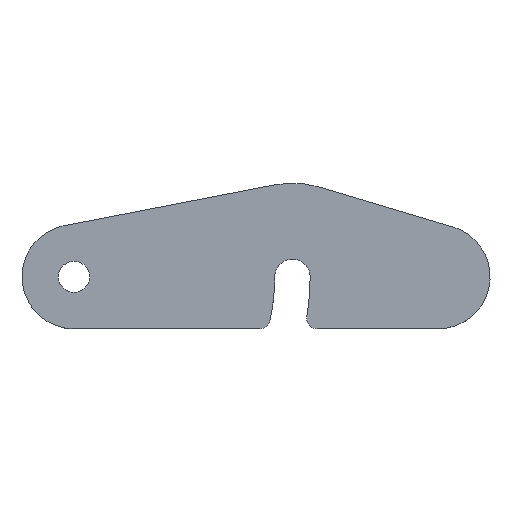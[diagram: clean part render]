
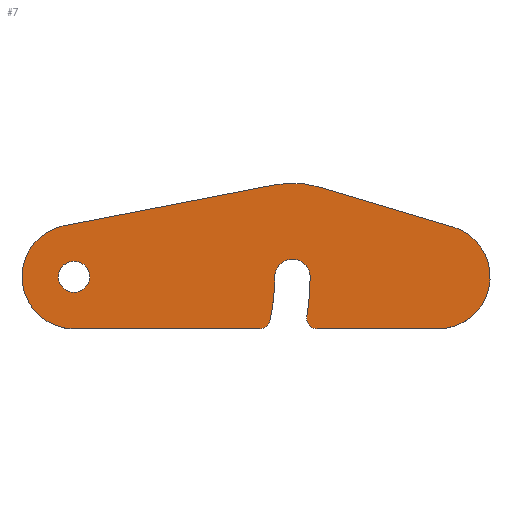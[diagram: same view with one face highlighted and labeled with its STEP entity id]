
A CAD part, top view. The second image highlights one B-rep face of the part: STEP entity #7.
In plain terms, the highlighted planar face has unit normal (0, 0, 1).
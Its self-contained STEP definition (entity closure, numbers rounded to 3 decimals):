
#4 = VECTOR ( 'NONE', #599, 1000. ) ;
#5 = VERTEX_POINT ( 'NONE', #27 ) ;
#7 = ADVANCED_FACE ( 'NONE', ( #263, #411 ), #416, .T. ) ;
#11 = VERTEX_POINT ( 'NONE', #549 ) ;
#23 = AXIS2_PLACEMENT_3D ( 'NONE', #554, #604, #174 ) ;
#27 = CARTESIAN_POINT ( 'NONE',  ( -19.476, 2.454, 4. ) ) ;
#44 = EDGE_CURVE ( 'NONE', #257, #624, #455, .T. ) ;
#49 = ORIENTED_EDGE ( 'NONE', *, *, #391, .T. ) ;
#51 = VERTEX_POINT ( 'NONE', #497 ) ;
#68 = DIRECTION ( 'NONE',  ( 0., 0., 1. ) ) ;
#69 = VECTOR ( 'NONE', #159, 1000. ) ;
#70 = AXIS2_PLACEMENT_3D ( 'NONE', #477, #238, #107 ) ;
#77 = CARTESIAN_POINT ( 'NONE',  ( 5.384, -1.546, 4. ) ) ;
#81 = DIRECTION ( 'NONE',  ( 0., 0., 1. ) ) ;
#87 = CARTESIAN_POINT ( 'NONE',  ( 1.31, 11.289, 4. ) ) ;
#88 = ORIENTED_EDGE ( 'NONE', *, *, #319, .F. ) ;
#91 = DIRECTION ( 'NONE',  ( 0., 0., 1. ) ) ;
#102 = EDGE_CURVE ( 'NONE', #51, #155, #189, .T. ) ;
#103 = LINE ( 'NONE', #110, #69 ) ;
#105 = CARTESIAN_POINT ( 'NONE',  ( 5.595, 11.079, 4. ) ) ;
#106 = ORIENTED_EDGE ( 'NONE', *, *, #280, .F. ) ;
#107 = DIRECTION ( 'NONE',  ( 1., 0., 0. ) ) ;
#110 = CARTESIAN_POINT ( 'NONE',  ( -17.976, -2.546, 4. ) ) ;
#118 = CARTESIAN_POINT ( 'NONE',  ( 4.724, 2.454, 4. ) ) ;
#125 = CARTESIAN_POINT ( 'NONE',  ( -17.976, -2.546, 4. ) ) ;
#127 = DIRECTION ( 'NONE',  ( 0., 0., 1. ) ) ;
#129 = CIRCLE ( 'NONE', #380, 5. ) ;
#130 = EDGE_CURVE ( 'NONE', #165, #399, #432, .T. ) ;
#140 = ORIENTED_EDGE ( 'NONE', *, *, #272, .T. ) ;
#143 = CARTESIAN_POINT ( 'NONE',  ( 5.384, -2.546, 4. ) ) ;
#144 = EDGE_CURVE ( 'NONE', #155, #585, #129, .T. ) ;
#150 = EDGE_CURVE ( 'NONE', #11, #424, #461, .T. ) ;
#151 = AXIS2_PLACEMENT_3D ( 'NONE', #513, #91, #286 ) ;
#155 = VERTEX_POINT ( 'NONE', #542 ) ;
#156 = DIRECTION ( 'NONE',  ( 0., 0., -1. ) ) ;
#159 = DIRECTION ( 'NONE',  ( 1., 0., 0. ) ) ;
#162 = CIRCLE ( 'NONE', #241, 5. ) ;
#165 = VERTEX_POINT ( 'NONE', #118 ) ;
#168 = CARTESIAN_POINT ( 'NONE',  ( -17.976, -2.546, 4. ) ) ;
#171 = DIRECTION ( 'NONE',  ( 0., 0., 1. ) ) ;
#172 = AXIS2_PLACEMENT_3D ( 'NONE', #214, #68, #309 ) ;
#173 = DIRECTION ( 'NONE',  ( 1., 0., 0. ) ) ;
#174 = DIRECTION ( 'NONE',  ( 1., 0., 0. ) ) ;
#176 = DIRECTION ( 'NONE',  ( 1., 0., 0. ) ) ;
#178 = CIRCLE ( 'NONE', #217, 9. ) ;
#180 = CARTESIAN_POINT ( 'NONE',  ( 3.024, 2.454, 4. ) ) ;
#189 = CIRCLE ( 'NONE', #596, 5. ) ;
#199 = CARTESIAN_POINT ( 'NONE',  ( 0.857, -1.764, 4. ) ) ;
#201 = VERTEX_POINT ( 'NONE', #87 ) ;
#203 = ORIENTED_EDGE ( 'NONE', *, *, #307, .T. ) ;
#206 = ORIENTED_EDGE ( 'NONE', *, *, #102, .T. ) ;
#209 = VERTEX_POINT ( 'NONE', #279 ) ;
#210 = CARTESIAN_POINT ( 'NONE',  ( 17.024, -2.546, 4. ) ) ;
#212 = EDGE_CURVE ( 'NONE', #5, #209, #261, .T. ) ;
#214 = CARTESIAN_POINT ( 'NONE',  ( -17.976, 2.454, 4. ) ) ;
#217 = AXIS2_PLACEMENT_3D ( 'NONE', #180, #373, #517 ) ;
#229 = AXIS2_PLACEMENT_3D ( 'NONE', #77, #127, #508 ) ;
#238 = DIRECTION ( 'NONE',  ( 0., 0., 1. ) ) ;
#241 = AXIS2_PLACEMENT_3D ( 'NONE', #593, #600, #173 ) ;
#246 = ORIENTED_EDGE ( 'NONE', *, *, #543, .T. ) ;
#248 = ORIENTED_EDGE ( 'NONE', *, *, #456, .F. ) ;
#257 = VERTEX_POINT ( 'NONE', #143 ) ;
#258 = CARTESIAN_POINT ( 'NONE',  ( 4.398, -1.377, 4. ) ) ;
#261 = CIRCLE ( 'NONE', #358, 1.5 ) ;
#263 = FACE_BOUND ( 'NONE', #523, .T. ) ;
#269 = CARTESIAN_POINT ( 'NONE',  ( -17.976, 2.454, 4. ) ) ;
#272 = EDGE_CURVE ( 'NONE', #424, #201, #178, .T. ) ;
#279 = CARTESIAN_POINT ( 'NONE',  ( -16.476, 2.454, 4. ) ) ;
#280 = EDGE_CURVE ( 'NONE', #209, #5, #565, .T. ) ;
#284 = CIRCLE ( 'NONE', #229, 1. ) ;
#286 = DIRECTION ( 'NONE',  ( 1., 0., 0. ) ) ;
#289 = ORIENTED_EDGE ( 'NONE', *, *, #130, .F. ) ;
#307 = EDGE_CURVE ( 'NONE', #570, #384, #605, .T. ) ;
#308 = CARTESIAN_POINT ( 'NONE',  ( -0.119, -2.546, 4. ) ) ;
#309 = DIRECTION ( 'NONE',  ( 1., 0., 0. ) ) ;
#310 = CIRCLE ( 'NONE', #419, 19.3 ) ;
#319 = EDGE_CURVE ( 'NONE', #399, #384, #310, .T. ) ;
#337 = ORIENTED_EDGE ( 'NONE', *, *, #555, .T. ) ;
#344 = EDGE_CURVE ( 'NONE', #585, #570, #103, .T. ) ;
#347 = DIRECTION ( 'NONE',  ( -0.982, -0.19, 0. ) ) ;
#350 = CARTESIAN_POINT ( 'NONE',  ( -17.976, 2.454, 4. ) ) ;
#358 = AXIS2_PLACEMENT_3D ( 'NONE', #426, #512, #566 ) ;
#360 = AXIS2_PLACEMENT_3D ( 'NONE', #350, #385, #483 ) ;
#365 = DIRECTION ( 'NONE',  ( 1., 0., 0. ) ) ;
#373 = DIRECTION ( 'NONE',  ( 0., 0., 1. ) ) ;
#379 = ORIENTED_EDGE ( 'NONE', *, *, #344, .T. ) ;
#380 = AXIS2_PLACEMENT_3D ( 'NONE', #269, #81, #365 ) ;
#384 = VERTEX_POINT ( 'NONE', #199 ) ;
#385 = DIRECTION ( 'NONE',  ( 0., 0., 1. ) ) ;
#391 = EDGE_CURVE ( 'NONE', #201, #51, #393, .T. ) ;
#393 = LINE ( 'NONE', #582, #577 ) ;
#395 = DIRECTION ( 'NONE',  ( 1., 0., 0. ) ) ;
#399 = VERTEX_POINT ( 'NONE', #622 ) ;
#404 = CARTESIAN_POINT ( 'NONE',  ( 18.452, 7.246, 4. ) ) ;
#411 = FACE_OUTER_BOUND ( 'NONE', #613, .T. ) ;
#416 = PLANE ( 'NONE',  #172 ) ;
#419 = AXIS2_PLACEMENT_3D ( 'NONE', #487, #156, #395 ) ;
#424 = VERTEX_POINT ( 'NONE', #105 ) ;
#426 = CARTESIAN_POINT ( 'NONE',  ( -17.976, 2.454, 4. ) ) ;
#427 = VERTEX_POINT ( 'NONE', #258 ) ;
#432 = CIRCLE ( 'NONE', #23, 1.7 ) ;
#446 = ORIENTED_EDGE ( 'NONE', *, *, #144, .T. ) ;
#455 = LINE ( 'NONE', #168, #4 ) ;
#456 = EDGE_CURVE ( 'NONE', #427, #165, #607, .T. ) ;
#461 = LINE ( 'NONE', #404, #586 ) ;
#464 = CARTESIAN_POINT ( 'NONE',  ( -17.976, 2.454, 4. ) ) ;
#475 = ORIENTED_EDGE ( 'NONE', *, *, #150, .T. ) ;
#477 = CARTESIAN_POINT ( 'NONE',  ( -0.119, -1.546, 4. ) ) ;
#478 = ORIENTED_EDGE ( 'NONE', *, *, #44, .T. ) ;
#483 = DIRECTION ( 'NONE',  ( 1., 0., 0. ) ) ;
#487 = CARTESIAN_POINT ( 'NONE',  ( -17.976, 2.454, 4. ) ) ;
#497 = CARTESIAN_POINT ( 'NONE',  ( -18.929, 7.363, 4. ) ) ;
#508 = DIRECTION ( 'NONE',  ( 1., 0., 0. ) ) ;
#512 = DIRECTION ( 'NONE',  ( 0., 0., 1. ) ) ;
#513 = CARTESIAN_POINT ( 'NONE',  ( -17.976, 2.454, 4. ) ) ;
#517 = DIRECTION ( 'NONE',  ( 1., 0., 0. ) ) ;
#523 = EDGE_LOOP ( 'NONE', ( #550, #106 ) ) ;
#542 = CARTESIAN_POINT ( 'NONE',  ( -22.976, 2.454, 4. ) ) ;
#543 = EDGE_CURVE ( 'NONE', #624, #11, #162, .T. ) ;
#549 = CARTESIAN_POINT ( 'NONE',  ( 18.452, 7.246, 4. ) ) ;
#550 = ORIENTED_EDGE ( 'NONE', *, *, #212, .F. ) ;
#554 = CARTESIAN_POINT ( 'NONE',  ( 3.024, 2.454, 4. ) ) ;
#555 = EDGE_CURVE ( 'NONE', #427, #257, #284, .T. ) ;
#565 = CIRCLE ( 'NONE', #151, 1.5 ) ;
#566 = DIRECTION ( 'NONE',  ( 1., 0., 0. ) ) ;
#570 = VERTEX_POINT ( 'NONE', #308 ) ;
#577 = VECTOR ( 'NONE', #347, 1000. ) ;
#582 = CARTESIAN_POINT ( 'NONE',  ( -18.929, 7.363, 4. ) ) ;
#585 = VERTEX_POINT ( 'NONE', #125 ) ;
#586 = VECTOR ( 'NONE', #592, 1000. ) ;
#592 = DIRECTION ( 'NONE',  ( -0.958, 0.286, 0. ) ) ;
#593 = CARTESIAN_POINT ( 'NONE',  ( 17.024, 2.454, 4. ) ) ;
#596 = AXIS2_PLACEMENT_3D ( 'NONE', #464, #171, #176 ) ;
#599 = DIRECTION ( 'NONE',  ( 1., 0., 0. ) ) ;
#600 = DIRECTION ( 'NONE',  ( 0., 0., 1. ) ) ;
#604 = DIRECTION ( 'NONE',  ( 0., 0., 1. ) ) ;
#605 = CIRCLE ( 'NONE', #70, 1. ) ;
#607 = CIRCLE ( 'NONE', #360, 22.7 ) ;
#613 = EDGE_LOOP ( 'NONE', ( #248, #337, #478, #246, #475, #140, #49, #206, #446, #379, #203, #88, #289 ) ) ;
#622 = CARTESIAN_POINT ( 'NONE',  ( 1.324, 2.454, 4. ) ) ;
#624 = VERTEX_POINT ( 'NONE', #210 ) ;
